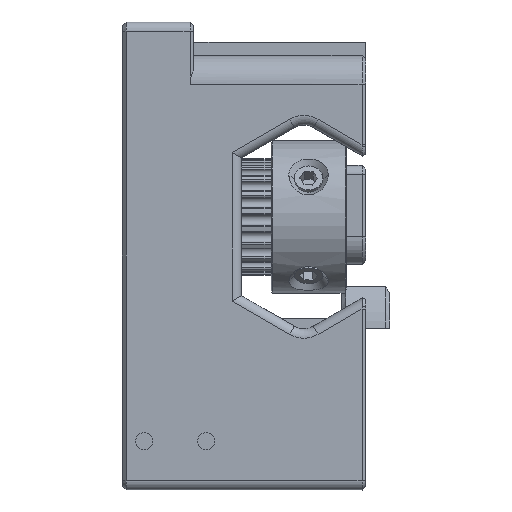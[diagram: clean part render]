
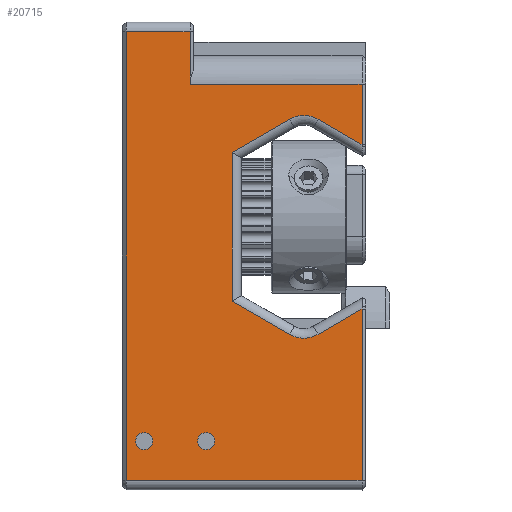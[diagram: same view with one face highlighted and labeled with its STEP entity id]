
A CAD part, left-side view. The second image highlights one B-rep face of the part: STEP entity #20715.
In plain terms, the highlighted face is planar.
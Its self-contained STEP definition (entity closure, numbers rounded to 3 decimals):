
#1165=FACE_BOUND('',#3765,.T.);
#1166=FACE_BOUND('',#3766,.T.);
#1398=CIRCLE('',#22231,0.9);
#1399=CIRCLE('',#22233,0.9);
#1414=CIRCLE('',#22278,3.);
#1416=CIRCLE('',#22288,3.);
#2456=FACE_OUTER_BOUND('',#3764,.T.);
#3764=EDGE_LOOP('',(#14670,#14671,#14672,#14673,#14674,#14675,#14676,#14677,
#14678,#14679,#14680,#14681,#14682,#14683));
#3765=EDGE_LOOP('',(#14684));
#3766=EDGE_LOOP('',(#14685));
#6096=LINE('',#30624,#7274);
#6100=LINE('',#30631,#7278);
#6102=LINE('',#30658,#7280);
#6126=LINE('',#30723,#7304);
#6138=LINE('',#30747,#7316);
#6147=LINE('',#30883,#7325);
#6154=LINE('',#30921,#7332);
#6159=LINE('',#30933,#7337);
#6162=LINE('',#30940,#7340);
#6175=LINE('',#30998,#7353);
#6176=LINE('',#31000,#7354);
#6177=LINE('',#31001,#7355);
#7274=VECTOR('',#24781,10.);
#7278=VECTOR('',#24787,10.);
#7280=VECTOR('',#24793,10.);
#7304=VECTOR('',#24863,10.);
#7316=VECTOR('',#24895,10.);
#7325=VECTOR('',#24920,10.);
#7332=VECTOR('',#24947,10.);
#7337=VECTOR('',#24960,10.);
#7340=VECTOR('',#24967,10.);
#7353=VECTOR('',#25030,10.);
#7354=VECTOR('',#25031,10.);
#7355=VECTOR('',#25032,10.);
#8525=VERTEX_POINT('',#30475);
#8538=VERTEX_POINT('',#30560);
#8552=VERTEX_POINT('',#30623);
#8554=VERTEX_POINT('',#30629);
#8556=VERTEX_POINT('',#30634);
#8559=VERTEX_POINT('',#30656);
#8560=VERTEX_POINT('',#30660);
#8561=VERTEX_POINT('',#30664);
#8577=VERTEX_POINT('',#30721);
#8583=VERTEX_POINT('',#30882);
#8592=VERTEX_POINT('',#30914);
#8594=VERTEX_POINT('',#30919);
#8597=VERTEX_POINT('',#30931);
#8599=VERTEX_POINT('',#30938);
#8611=VERTEX_POINT('',#30997);
#8612=VERTEX_POINT('',#30999);
#10767=EDGE_CURVE('',#8525,#8552,#6096,.T.);
#10771=EDGE_CURVE('',#8554,#8538,#6100,.T.);
#10776=EDGE_CURVE('',#8559,#8556,#6102,.T.);
#10777=EDGE_CURVE('',#8560,#8560,#1398,.T.);
#10779=EDGE_CURVE('',#8561,#8561,#1399,.T.);
#10809=EDGE_CURVE('',#8577,#8525,#6126,.T.);
#10822=EDGE_CURVE('',#8556,#8577,#6138,.T.);
#10836=EDGE_CURVE('',#8538,#8583,#6147,.T.);
#10849=EDGE_CURVE('',#8592,#8559,#1414,.T.);
#10851=EDGE_CURVE('',#8594,#8592,#6154,.T.);
#10857=EDGE_CURVE('',#8597,#8594,#6159,.T.);
#10861=EDGE_CURVE('',#8599,#8597,#6162,.T.);
#10864=EDGE_CURVE('',#8583,#8599,#1416,.T.);
#10887=EDGE_CURVE('',#8611,#8554,#6175,.T.);
#10888=EDGE_CURVE('',#8612,#8611,#6176,.T.);
#10889=EDGE_CURVE('',#8552,#8612,#6177,.T.);
#14670=ORIENTED_EDGE('',*,*,#10809,.F.);
#14671=ORIENTED_EDGE('',*,*,#10822,.F.);
#14672=ORIENTED_EDGE('',*,*,#10776,.F.);
#14673=ORIENTED_EDGE('',*,*,#10849,.F.);
#14674=ORIENTED_EDGE('',*,*,#10851,.F.);
#14675=ORIENTED_EDGE('',*,*,#10857,.F.);
#14676=ORIENTED_EDGE('',*,*,#10861,.F.);
#14677=ORIENTED_EDGE('',*,*,#10864,.F.);
#14678=ORIENTED_EDGE('',*,*,#10836,.F.);
#14679=ORIENTED_EDGE('',*,*,#10771,.F.);
#14680=ORIENTED_EDGE('',*,*,#10887,.F.);
#14681=ORIENTED_EDGE('',*,*,#10888,.F.);
#14682=ORIENTED_EDGE('',*,*,#10889,.F.);
#14683=ORIENTED_EDGE('',*,*,#10767,.F.);
#14684=ORIENTED_EDGE('',*,*,#10779,.T.);
#14685=ORIENTED_EDGE('',*,*,#10777,.T.);
#20240=PLANE('',#22311);
#20715=ADVANCED_FACE('',(#2456,#1165,#1166),#20240,.T.);
#22231=AXIS2_PLACEMENT_3D('',#30661,#24796,#24797);
#22233=AXIS2_PLACEMENT_3D('',#30665,#24801,#24802);
#22278=AXIS2_PLACEMENT_3D('',#30916,#24941,#24942);
#22288=AXIS2_PLACEMENT_3D('',#30951,#24970,#24971);
#22311=AXIS2_PLACEMENT_3D('',#30996,#25028,#25029);
#24781=DIRECTION('',(0.,-1.,0.));
#24787=DIRECTION('',(0.,1.,0.));
#24793=DIRECTION('',(0.,-0.5,0.866));
#24796=DIRECTION('center_axis',(-1.,0.,0.));
#24797=DIRECTION('ref_axis',(0.,0.,
1.));
#24801=DIRECTION('center_axis',(-1.,0.,0.));
#24802=DIRECTION('ref_axis',(0.,0.,
1.));
#24863=DIRECTION('',(0.,0.,-1.));
#24895=DIRECTION('',(0.,1.,0.));
#24920=DIRECTION('',(0.,-0.5,-0.866));
#24941=DIRECTION('center_axis',(1.,0.,0.));
#24942=DIRECTION('ref_axis',(0.,1.,0.));
#24947=DIRECTION('',(0.,0.5,0.866));
#24960=DIRECTION('',(0.,1.,0.));
#24967=DIRECTION('',(0.,0.5,-0.866));
#24970=DIRECTION('center_axis',(1.,0.,0.));
#24971=DIRECTION('ref_axis',(0.,-1.,0.));
#25028=DIRECTION('center_axis',(1.,0.,0.));
#25029=DIRECTION('ref_axis',(0.,1.,0.));
#25030=DIRECTION('',(0.,0.,1.));
#25031=DIRECTION('',(0.,1.,0.));
#25032=DIRECTION('',(0.,0.,1.));
#30475=CARTESIAN_POINT('',(108.3,125.573,-281.8));
#30560=CARTESIAN_POINT('',(108.3,90.42,-257.1));
#30623=CARTESIAN_POINT('',(108.3,78.573,-281.8));
#30624=CARTESIAN_POINT('',(108.3,91.548,-281.8));
#30629=CARTESIAN_POINT('',(108.3,84.073,-257.1));
#30631=CARTESIAN_POINT('',(108.3,81.798,-257.1));
#30634=CARTESIAN_POINT('',(108.3,107.626,-257.1));
#30656=CARTESIAN_POINT('',(108.3,110.281,-261.7));
#30658=CARTESIAN_POINT('',(108.3,109.287,-259.978));
#30660=CARTESIAN_POINT('',(108.3,121.457,-274.315));
#30661=CARTESIAN_POINT('Origin',(108.3,121.457,-273.415));
#30664=CARTESIAN_POINT('',(108.3,121.457,-280.815));
#30665=CARTESIAN_POINT('Origin',(108.3,121.457,-279.915));
#30721=CARTESIAN_POINT('',(108.3,125.573,-257.1));
#30723=CARTESIAN_POINT('',(108.3,125.573,-282.2));
#30747=CARTESIAN_POINT('',(108.3,81.798,-257.1));
#30882=CARTESIAN_POINT('',(108.3,87.765,-261.7));
#30883=CARTESIAN_POINT('',(108.3,82.296,-271.172));
#30914=CARTESIAN_POINT('',(108.3,110.281,-264.7));
#30916=CARTESIAN_POINT('Origin',(108.3,107.683,-263.2));
#30919=CARTESIAN_POINT('',(108.3,106.817,-270.7));
#30921=CARTESIAN_POINT('',(108.3,102.648,-277.922));
#30931=CARTESIAN_POINT('',(108.3,91.229,-270.7));
#30933=CARTESIAN_POINT('',(108.3,92.304,-270.7));
#30938=CARTESIAN_POINT('',(108.3,87.765,-264.7));
#30940=CARTESIAN_POINT('',(108.3,91.822,-271.728));
#30951=CARTESIAN_POINT('Origin',(108.3,90.363,-263.2));
#30996=CARTESIAN_POINT('Origin',(108.3,79.523,-282.2));
#30997=CARTESIAN_POINT('',(108.3,84.073,-275.1));
#30998=CARTESIAN_POINT('',(108.3,84.073,-282.2));
#30999=CARTESIAN_POINT('',(108.3,78.573,-275.1));
#31000=CARTESIAN_POINT('',(108.3,91.548,-275.1));
#31001=CARTESIAN_POINT('',(108.3,78.573,-282.2));
